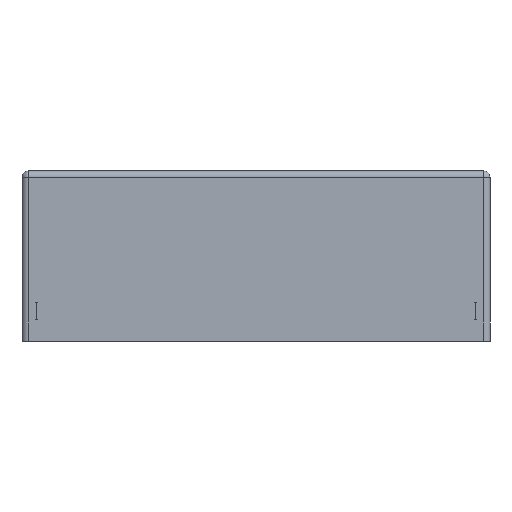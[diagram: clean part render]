
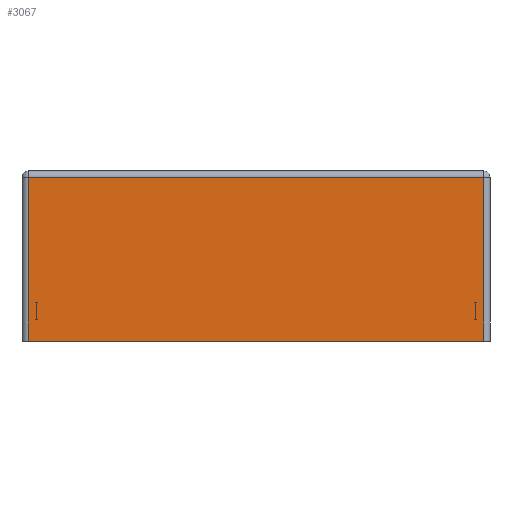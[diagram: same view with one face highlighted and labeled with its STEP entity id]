
A CAD part, front view. The second image highlights one B-rep face of the part: STEP entity #3067.
In plain terms, the highlighted planar face has unit normal (0, -1, 0).
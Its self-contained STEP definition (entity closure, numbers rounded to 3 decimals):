
#26 = ORIENTED_EDGE ( 'NONE', *, *, #2166, .T. ) ;
#69 = CARTESIAN_POINT ( 'NONE',  ( 0., 0., 38.5 ) ) ;
#76 = ORIENTED_EDGE ( 'NONE', *, *, #2529, .T. ) ;
#151 = DIRECTION ( 'NONE',  ( 0., 1., 0. ) ) ;
#416 = CARTESIAN_POINT ( 'NONE',  ( 0., 0., 0. ) ) ;
#555 = CARTESIAN_POINT ( 'NONE',  ( 0., 0., 40. ) ) ;
#748 = CARTESIAN_POINT ( 'NONE',  ( 108.5, 0., 38.5 ) ) ;
#781 = VECTOR ( 'NONE', #3687, 1000. ) ;
#949 = LINE ( 'NONE', #2900, #2584 ) ;
#1061 = ORIENTED_EDGE ( 'NONE', *, *, #4117, .T. ) ;
#1321 = FACE_OUTER_BOUND ( 'NONE', #3545, .T. ) ;
#1717 = VECTOR ( 'NONE', #4156, 1000. ) ;
#1831 = CARTESIAN_POINT ( 'NONE',  ( 1.5, 0., 0. ) ) ;
#1978 = DIRECTION ( 'NONE',  ( 0., 0., 1. ) ) ;
#2166 = EDGE_CURVE ( 'NONE', #2909, #3043, #3026, .T. ) ;
#2302 = CARTESIAN_POINT ( 'NONE',  ( 108.5, 0., 40. ) ) ;
#2331 = CARTESIAN_POINT ( 'NONE',  ( 108.5, 0., 0. ) ) ;
#2358 = VERTEX_POINT ( 'NONE', #2331 ) ;
#2529 = EDGE_CURVE ( 'NONE', #2358, #2909, #2545, .T. ) ;
#2545 = LINE ( 'NONE', #2302, #1717 ) ;
#2584 = VECTOR ( 'NONE', #4605, 1000. ) ;
#2900 = CARTESIAN_POINT ( 'NONE',  ( 1.5, 0., 40. ) ) ;
#2909 = VERTEX_POINT ( 'NONE', #748 ) ;
#2990 = EDGE_CURVE ( 'NONE', #4225, #2358, #3330, .T. ) ;
#3026 = LINE ( 'NONE', #69, #4544 ) ;
#3043 = VERTEX_POINT ( 'NONE', #3730 ) ;
#3067 = ADVANCED_FACE ( 'NONE', ( #1321 ), #3543, .F. ) ;
#3117 = AXIS2_PLACEMENT_3D ( 'NONE', #555, #151, #1978 ) ;
#3330 = LINE ( 'NONE', #416, #781 ) ;
#3388 = DIRECTION ( 'NONE',  ( -1., 0., 0. ) ) ;
#3543 = PLANE ( 'NONE',  #3117 ) ;
#3545 = EDGE_LOOP ( 'NONE', ( #4485, #76, #26, #1061 ) ) ;
#3687 = DIRECTION ( 'NONE',  ( 1., 0., 0. ) ) ;
#3730 = CARTESIAN_POINT ( 'NONE',  ( 1.5, 0., 38.5 ) ) ;
#4117 = EDGE_CURVE ( 'NONE', #3043, #4225, #949, .T. ) ;
#4156 = DIRECTION ( 'NONE',  ( 0., 0., 1. ) ) ;
#4225 = VERTEX_POINT ( 'NONE', #1831 ) ;
#4485 = ORIENTED_EDGE ( 'NONE', *, *, #2990, .T. ) ;
#4544 = VECTOR ( 'NONE', #3388, 1000. ) ;
#4605 = DIRECTION ( 'NONE',  ( 0., 0., -1. ) ) ;
